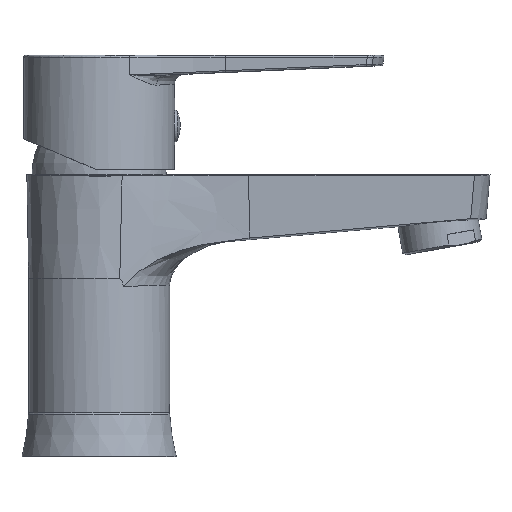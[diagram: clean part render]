
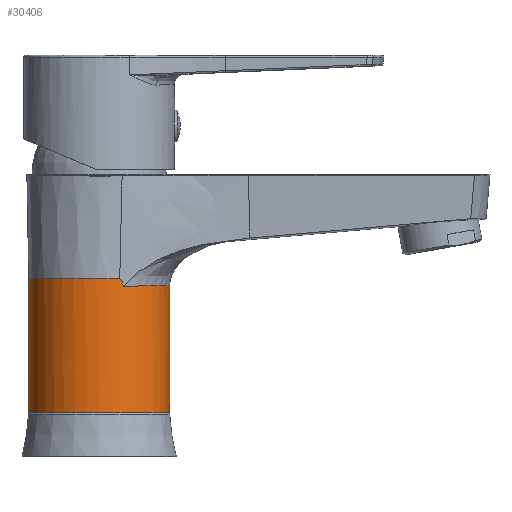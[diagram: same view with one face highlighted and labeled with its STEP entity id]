
A CAD part, top view. The second image highlights one B-rep face of the part: STEP entity #30406.
In plain terms, the highlighted cylindrical face has radius 21 mm (diameter 42 mm), a partial arc.
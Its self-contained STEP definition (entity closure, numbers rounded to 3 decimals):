
#891 = CARTESIAN_POINT ( 'NONE',  ( 17.817, 37.892, 11.129 ) ) ;
#1213 = CARTESIAN_POINT ( 'NONE',  ( 11.081, 37.615, 17.847 ) ) ;
#1341 = ORIENTED_EDGE ( 'NONE', *, *, #33823, .F. ) ;
#1372 = CARTESIAN_POINT ( 'NONE',  ( 20.189, 37.953, 5.806 ) ) ;
#2170 = CARTESIAN_POINT ( 'NONE',  ( 21., 37.974, 0. ) ) ;
#2501 = VECTOR ( 'NONE', #36161, 1000. ) ;
#2794 = EDGE_CURVE ( 'NONE', #12500, #17007, #41612, .T. ) ;
#3650 = DIRECTION ( 'NONE',  ( 0., -1., 0. ) ) ;
#4671 = CARTESIAN_POINT ( 'NONE',  ( 8.251, 37.503, 19.318 ) ) ;
#4831 = CARTESIAN_POINT ( 'NONE',  ( 15.566, 37.826, 14.106 ) ) ;
#4988 = CARTESIAN_POINT ( 'NONE',  ( 13.258, 37.721, 16.295 ) ) ;
#5107 = LINE ( 'NONE', #18146, #46944 ) ;
#5134 = CARTESIAN_POINT ( 'NONE',  ( 20.331, 37.957, 5.286 ) ) ;
#5659 = VERTEX_POINT ( 'NONE', #23876 ) ;
#7278 = CARTESIAN_POINT ( 'NONE',  ( 6.572, 39.445, 19.945 ) ) ;
#7485 = CYLINDRICAL_SURFACE ( 'NONE', #9231, 21. ) ;
#8797 = CARTESIAN_POINT ( 'NONE',  ( 9.695, 37.563, 18.636 ) ) ;
#8957 = CARTESIAN_POINT ( 'NONE',  ( 20.574, 37.966, 4.243 ) ) ;
#9231 = AXIS2_PLACEMENT_3D ( 'NONE', #21727, #48019, #10519 ) ;
#10519 = DIRECTION ( 'NONE',  ( 1., 0., 0. ) ) ;
#11570 = CARTESIAN_POINT ( 'NONE',  ( 7.253, 37.498, 19.708 ) ) ;
#12099 = CARTESIAN_POINT ( 'NONE',  ( 12.41, 37.683, 16.949 ) ) ;
#12500 = VERTEX_POINT ( 'NONE', #25368 ) ;
#12972 = ORIENTED_EDGE ( 'NONE', *, *, #20244, .T. ) ;
#13701 = EDGE_CURVE ( 'NONE', #28912, #12500, #5107, .T. ) ;
#14986 = CARTESIAN_POINT ( 'NONE',  ( 6.735, 39.162, 19.891 ) ) ;
#15331 = CARTESIAN_POINT ( 'NONE',  ( 6.816, 38.961, 19.863 ) ) ;
#15493 = CARTESIAN_POINT ( 'NONE',  ( 7.038, 38.348, 19.786 ) ) ;
#16648 = CARTESIAN_POINT ( 'NONE',  ( 20.675, 37.967, 3.719 ) ) ;
#17007 = VERTEX_POINT ( 'NONE', #28005 ) ;
#17831 = DIRECTION ( 'NONE',  ( 0., -1., 0. ) ) ;
#18146 = CARTESIAN_POINT ( 'NONE',  ( 21., 0., 0. ) ) ;
#18319 = CARTESIAN_POINT ( 'NONE',  ( 6.208, 39.755, 20.062 ) ) ;
#19807 = CARTESIAN_POINT ( 'NONE',  ( 9.22, 37.536, 18.875 ) ) ;
#19976 = CARTESIAN_POINT ( 'NONE',  ( 7.253, 37.498, 19.708 ) ) ;
#20244 = EDGE_CURVE ( 'NONE', #31772, #17007, #47819, .T. ) ;
#21727 = CARTESIAN_POINT ( 'NONE',  ( 0., -1., 0. ) ) ;
#23447 = CARTESIAN_POINT ( 'NONE',  ( 17.527, 37.885, 11.581 ) ) ;
#23876 = CARTESIAN_POINT ( 'NONE',  ( 7.253, 37.498, 19.708 ) ) ;
#23939 = CARTESIAN_POINT ( 'NONE',  ( 14.836, 37.789, 14.872 ) ) ;
#24373 = CARTESIAN_POINT ( 'NONE',  ( 6.154, 39.755, 20.078 ) ) ;
#24750 = CARTESIAN_POINT ( 'NONE',  ( 21., 37.973, 0.537 ) ) ;
#25309 = CARTESIAN_POINT ( 'NONE',  ( -21., 0., 0. ) ) ;
#25368 = CARTESIAN_POINT ( 'NONE',  ( 21., -0.182, 0. ) ) ;
#25529 = DIRECTION ( 'NONE',  ( 0., -1., 0. ) ) ;
#27725 = CARTESIAN_POINT ( 'NONE',  ( 16.591, 37.864, 12.886 ) ) ;
#28005 = CARTESIAN_POINT ( 'NONE',  ( -21., -0.182, 0. ) ) ;
#28553 = AXIS2_PLACEMENT_3D ( 'NONE', #32585, #25529, #37005 ) ;
#28606 = EDGE_LOOP ( 'NONE', ( #39895, #1341, #32563, #12972, #34193, #47853 ) ) ;
#28724 = FACE_OUTER_BOUND ( 'NONE', #28606, .T. ) ;
#28912 = VERTEX_POINT ( 'NONE', #39339 ) ;
#29001 = CARTESIAN_POINT ( 'NONE',  ( -21., 39.755, 0. ) ) ;
#30179 = CARTESIAN_POINT ( 'NONE',  ( 6.511, 39.537, 19.965 ) ) ;
#30406 = ADVANCED_FACE ( 'NONE', ( #28724 ), #7485, .T. ) ;
#31000 = CARTESIAN_POINT ( 'NONE',  ( 18.358, 37.91, 10.212 ) ) ;
#31172 = CARTESIAN_POINT ( 'NONE',  ( 19.312, 37.935, 8.318 ) ) ;
#31484 = CARTESIAN_POINT ( 'NONE',  ( 18.61, 37.919, 9.744 ) ) ;
#31772 = VERTEX_POINT ( 'NONE', #29001 ) ;
#31806 = CARTESIAN_POINT ( 'NONE',  ( 20.898, 37.961, 2.136 ) ) ;
#31960 = CARTESIAN_POINT ( 'NONE',  ( 20.979, 37.967, 1.072 ) ) ;
#32563 = ORIENTED_EDGE ( 'NONE', *, *, #33164, .T. ) ;
#32585 = CARTESIAN_POINT ( 'NONE',  ( 0., -0.182, 0. ) ) ;
#33164 = EDGE_CURVE ( 'NONE', #45858, #31772, #36311, .T. ) ;
#33771 = CARTESIAN_POINT ( 'NONE',  ( 6.26, 39.739, 20.045 ) ) ;
#33823 = EDGE_CURVE ( 'NONE', #45858, #5659, #36744, .T. ) ;
#34193 = ORIENTED_EDGE ( 'NONE', *, *, #2794, .F. ) ;
#35090 = CARTESIAN_POINT ( 'NONE',  ( 19.707, 37.948, 7.333 ) ) ;
#35250 = CARTESIAN_POINT ( 'NONE',  ( 10.625, 37.603, 18.122 ) ) ;
#35723 = AXIS2_PLACEMENT_3D ( 'NONE', #44952, #3650, #45119 ) ;
#36161 = DIRECTION ( 'NONE',  ( 0., -1., 0. ) ) ;
#36311 = CIRCLE ( 'NONE', #35723, 21. ) ;
#36744 = B_SPLINE_CURVE_WITH_KNOTS ( 'NONE', 3,
 ( #44450, #18319, #33771, #37400, #37735, #30179, #7278, #14986, #15331, #15493, #41493, #11570 ),
 .UNSPECIFIED., .F., .F.,
 ( 4, 2, 2, 2, 2, 4 ),
 ( 0., 0., 0., 0.001, 0.001, 0.003 ),
 .UNSPECIFIED. ) ;
#37005 = DIRECTION ( 'NONE',  ( 0., 0., 1. ) ) ;
#37400 = CARTESIAN_POINT ( 'NONE',  ( 6.354, 39.688, 20.016 ) ) ;
#37735 = CARTESIAN_POINT ( 'NONE',  ( 6.397, 39.653, 20.002 ) ) ;
#38421 = CARTESIAN_POINT ( 'NONE',  ( 13.667, 37.734, 15.953 ) ) ;
#39339 = CARTESIAN_POINT ( 'NONE',  ( 21., 37.974, 0. ) ) ;
#39611 = EDGE_CURVE ( 'NONE', #5659, #28912, #48756, .T. ) ;
#39895 = ORIENTED_EDGE ( 'NONE', *, *, #39611, .F. ) ;
#41493 = CARTESIAN_POINT ( 'NONE',  ( 7.15, 37.923, 19.746 ) ) ;
#41612 = CIRCLE ( 'NONE', #28553, 21. ) ;
#42179 = CARTESIAN_POINT ( 'NONE',  ( 15.917, 37.841, 13.708 ) ) ;
#42665 = CARTESIAN_POINT ( 'NONE',  ( 14.456, 37.768, 15.242 ) ) ;
#43151 = CARTESIAN_POINT ( 'NONE',  ( 20.837, 37.962, 2.666 ) ) ;
#44450 = CARTESIAN_POINT ( 'NONE',  ( 6.154, 39.755, 20.078 ) ) ;
#44952 = CARTESIAN_POINT ( 'NONE',  ( 0., 39.755, 0. ) ) ;
#45119 = DIRECTION ( 'NONE',  ( 0., 0., 1. ) ) ;
#45806 = CARTESIAN_POINT ( 'NONE',  ( 7.757, 37.496, 19.522 ) ) ;
#45858 = VERTEX_POINT ( 'NONE', #24373 ) ;
#45983 = CARTESIAN_POINT ( 'NONE',  ( 16.913, 37.871, 12.46 ) ) ;
#46131 = CARTESIAN_POINT ( 'NONE',  ( 11.972, 37.656, 17.261 ) ) ;
#46944 = VECTOR ( 'NONE', #17831, 1000. ) ;
#47819 = LINE ( 'NONE', #25309, #2501 ) ;
#47853 = ORIENTED_EDGE ( 'NONE', *, *, #13701, .F. ) ;
#48019 = DIRECTION ( 'NONE',  ( 0., -1., 0. ) ) ;
#48756 = B_SPLINE_CURVE_WITH_KNOTS ( 'NONE', 3,
 ( #19976, #45806, #4671, #19807, #8797, #35250, #1213, #46131, #12099, #4988, #38421, #42665, #23939, #4831, #42179, #27725, #45983, #23447, #891, #31000, #31484, #31172, #35090, #1372, #5134, #8957, #16648, #43151, #31806, #31960, #24750, #2170 ),
 .UNSPECIFIED., .F., .F.,
 ( 4, 2, 2, 2, 2, 2, 2, 2, 2, 2, 2, 2, 2, 2, 2, 4 ),
 ( 0., 0.002, 0.003, 0.005, 0.006, 0.008, 0.01, 0.011, 0.013, 0.014, 0.016, 0.019, 0.021, 0.022, 0.024, 0.026 ),
 .UNSPECIFIED. ) ;
